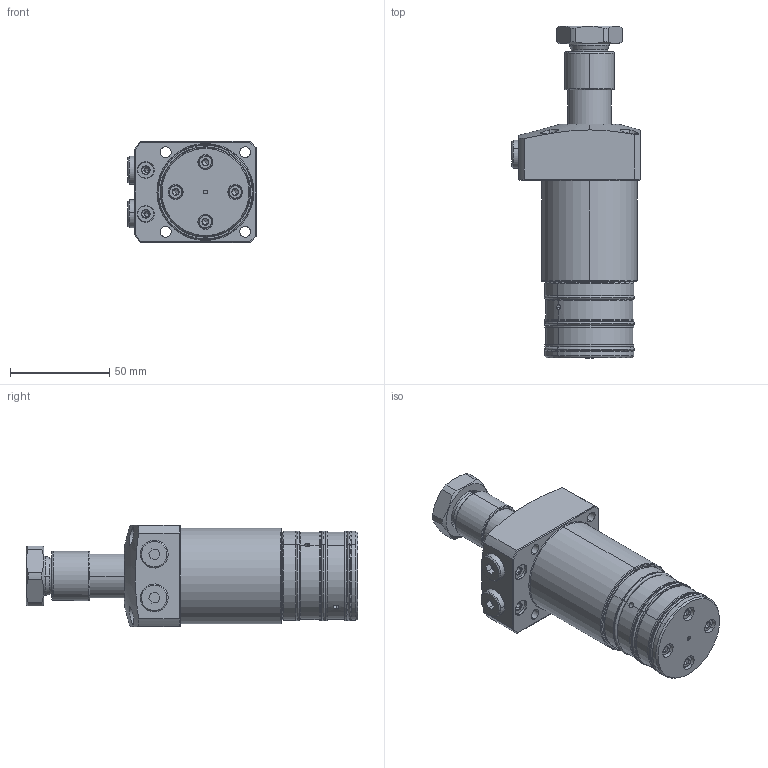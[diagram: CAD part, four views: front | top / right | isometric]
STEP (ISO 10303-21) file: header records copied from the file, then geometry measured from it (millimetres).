
FILE_DESCRIPTION (( 'STEP AP203' ), '1' );
FILE_NAME ('LHA0480-CLM.STEP', '2018-12-15T05:55:35', ( '微软用户' ), ( '微软中国' ), 'SwSTEP 2.0', 'SolidWorks 2012', '' );
FILE_SCHEMA (( 'CONFIG_CONTROL_DESIGN' ));
Length unit declared in the file: millimetre
Products named in the file (10): LHA0480-簸忣諍匏_; Gȼ__8; LHA0480-玅帡椔溹; 6妏寠晅无倌_M4(35); LHA0480-CLM; LHA0480-槭暌溛(蹬怮椔); LHA0480-咂衝椳紕_蹬怮椔); LHA0480-D菛巍; LHA0480-楓羔_DM); LHA0480-ů_
Assembly tree (13 placements, depth 2):
  LHA0480-CLM
    LHA0480-槭暌溛(蹬怮椔)
    LHA0480-咂衝椳紕_蹬怮椔)
    LHA0480-D菛巍
    LHA0480-楓羔_DM)
    LHA0480-ů_
    LHA0480-簸忣諍匏_
    Gȼ__8  x2
    LHA0480-玅帡椔溹
    6妏寠晅无倌_M4(35)  x4
Bounding box: 64.5 x 167 x 51 mm (x, y, z)
Volume: 253048.8 mm3; surface area: 55162 mm2
Topology: 16 solids, 16 shells, 518 faces, 1122 edges, 660 vertices
Faces by surface type: plane 170, cylinder 163, cone 115, torus 68, sphere 2
Entity records: 13678 total; most frequent: CARTESIAN_POINT 3091, DIRECTION 2142, ORIENTED_EDGE 1852, EDGE_CURVE 926, AXIS2_PLACEMENT_3D 910, VERTEX_POINT 567, CIRCLE 482, EDGE_LOOP 477
